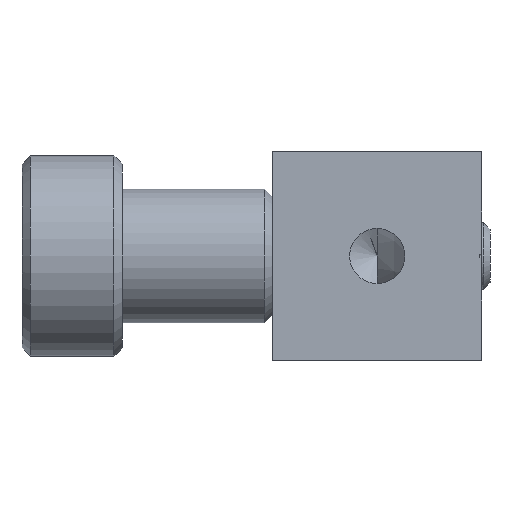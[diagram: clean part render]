
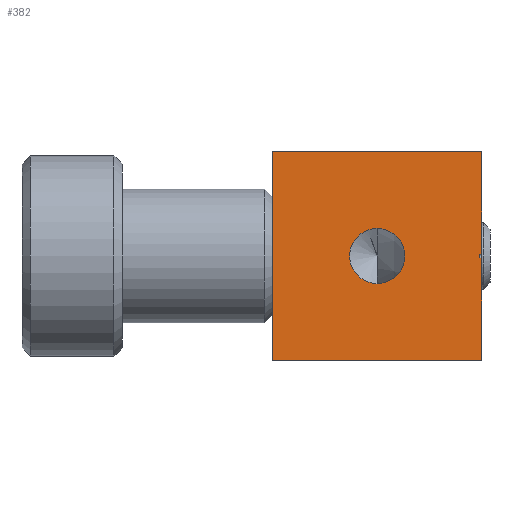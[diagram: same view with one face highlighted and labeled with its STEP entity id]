
A CAD part, front view. The second image highlights one B-rep face of the part: STEP entity #382.
In plain terms, the highlighted planar face has unit normal (0, -1, 0).
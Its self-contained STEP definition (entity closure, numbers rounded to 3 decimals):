
#42 = EDGE_CURVE ( 'NONE', #246, #2978, #3728, .T. ) ;
#94 = LINE ( 'NONE', #2879, #3556 ) ;
#96 = CARTESIAN_POINT ( 'NONE',  ( -6.25, -12.5, 12.5 ) ) ;
#103 = VECTOR ( 'NONE', #4951, 1000. ) ;
#194 = CARTESIAN_POINT ( 'NONE',  ( 6.25, -12.5, 0.1 ) ) ;
#211 = CARTESIAN_POINT ( 'NONE',  ( 0.1, -12.5, 0. ) ) ;
#246 = VERTEX_POINT ( 'NONE', #5106 ) ;
#329 = DIRECTION ( 'NONE',  ( 1., 0., 0. ) ) ;
#381 = AXIS2_PLACEMENT_3D ( 'NONE', #732, #2444, #4503 ) ;
#382 = ADVANCED_FACE ( 'NONE', ( #808, #2771 ), #3694, .F. ) ;
#516 = VERTEX_POINT ( 'NONE', #2180 ) ;
#559 = LINE ( 'NONE', #3821, #1375 ) ;
#581 = EDGE_CURVE ( 'NONE', #1991, #1919, #2660, .T. ) ;
#590 = EDGE_CURVE ( 'NONE', #1919, #1991, #4377, .T. ) ;
#711 = AXIS2_PLACEMENT_3D ( 'NONE', #3875, #1908, #4299 ) ;
#732 = CARTESIAN_POINT ( 'NONE',  ( 6.25, -12.5, 12.5 ) ) ;
#808 = FACE_OUTER_BOUND ( 'NONE', #2143, .T. ) ;
#809 = VECTOR ( 'NONE', #4866, 1000. ) ;
#831 = ORIENTED_EDGE ( 'NONE', *, *, #3464, .T. ) ;
#906 = VERTEX_POINT ( 'NONE', #4892 ) ;
#1001 = EDGE_CURVE ( 'NONE', #4347, #3290, #2346, .T. ) ;
#1061 = DIRECTION ( 'NONE',  ( 0., -1., 0. ) ) ;
#1088 = CARTESIAN_POINT ( 'NONE',  ( 0.1, -12.5, 0.1 ) ) ;
#1089 = ORIENTED_EDGE ( 'NONE', *, *, #42, .T. ) ;
#1109 = ORIENTED_EDGE ( 'NONE', *, *, #590, .F. ) ;
#1148 = ORIENTED_EDGE ( 'NONE', *, *, #4770, .T. ) ;
#1194 = LINE ( 'NONE', #4442, #809 ) ;
#1375 = VECTOR ( 'NONE', #1764, 1000. ) ;
#1498 = CARTESIAN_POINT ( 'NONE',  ( 6.25, -12.5, 12.5 ) ) ;
#1502 = VERTEX_POINT ( 'NONE', #1088 ) ;
#1591 = LINE ( 'NONE', #5169, #2077 ) ;
#1641 = EDGE_CURVE ( 'NONE', #1502, #906, #2627, .T. ) ;
#1725 = DIRECTION ( 'NONE',  ( 0., 0., -1. ) ) ;
#1764 = DIRECTION ( 'NONE',  ( 0., 0., -1. ) ) ;
#1877 = DIRECTION ( 'NONE',  ( -1., 0., 0. ) ) ;
#1908 = DIRECTION ( 'NONE',  ( 0., -1., 0. ) ) ;
#1919 = VERTEX_POINT ( 'NONE', #3469 ) ;
#1991 = VERTEX_POINT ( 'NONE', #4469 ) ;
#2077 = VECTOR ( 'NONE', #4467, 1000. ) ;
#2099 = ORIENTED_EDGE ( 'NONE', *, *, #4039, .F. ) ;
#2143 = EDGE_LOOP ( 'NONE', ( #1089, #5189, #2304, #4109, #1148, #2099, #4661, #831 ) ) ;
#2180 = CARTESIAN_POINT ( 'NONE',  ( 6.25, -12.5, 0. ) ) ;
#2183 = VERTEX_POINT ( 'NONE', #211 ) ;
#2304 = ORIENTED_EDGE ( 'NONE', *, *, #1641, .F. ) ;
#2346 = LINE ( 'NONE', #1498, #4674 ) ;
#2365 = VECTOR ( 'NONE', #4479, 1000. ) ;
#2444 = DIRECTION ( 'NONE',  ( 0., 1., 0. ) ) ;
#2512 = EDGE_CURVE ( 'NONE', #906, #2978, #3214, .T. ) ;
#2627 = LINE ( 'NONE', #194, #4687 ) ;
#2655 = CARTESIAN_POINT ( 'NONE',  ( 0., -12.5, 6.25 ) ) ;
#2660 = CIRCLE ( 'NONE', #2921, 1.65 ) ;
#2685 = DIRECTION ( 'NONE',  ( 0., 0., -1. ) ) ;
#2771 = FACE_BOUND ( 'NONE', #3589, .T. ) ;
#2879 = CARTESIAN_POINT ( 'NONE',  ( -6.25, -12.5, 12.5 ) ) ;
#2921 = AXIS2_PLACEMENT_3D ( 'NONE', #2655, #1061, #2685 ) ;
#2978 = VERTEX_POINT ( 'NONE', #4942 ) ;
#2990 = CARTESIAN_POINT ( 'NONE',  ( 6.25, -12.5, 0. ) ) ;
#3214 = LINE ( 'NONE', #4454, #2365 ) ;
#3290 = VERTEX_POINT ( 'NONE', #5173 ) ;
#3302 = EDGE_CURVE ( 'NONE', #1502, #2183, #1194, .T. ) ;
#3464 = EDGE_CURVE ( 'NONE', #4347, #246, #94, .T. ) ;
#3469 = CARTESIAN_POINT ( 'NONE',  ( 0., -12.5, 7.9 ) ) ;
#3556 = VECTOR ( 'NONE', #1725, 1000. ) ;
#3589 = EDGE_LOOP ( 'NONE', ( #4794, #1109 ) ) ;
#3694 = PLANE ( 'NONE',  #381 ) ;
#3728 = LINE ( 'NONE', #2990, #103 ) ;
#3821 = CARTESIAN_POINT ( 'NONE',  ( 6.25, -12.5, 12.5 ) ) ;
#3875 = CARTESIAN_POINT ( 'NONE',  ( 0., -12.5, 6.25 ) ) ;
#4039 = EDGE_CURVE ( 'NONE', #3290, #516, #559, .T. ) ;
#4109 = ORIENTED_EDGE ( 'NONE', *, *, #3302, .T. ) ;
#4299 = DIRECTION ( 'NONE',  ( 0., 0., -1. ) ) ;
#4347 = VERTEX_POINT ( 'NONE', #96 ) ;
#4377 = CIRCLE ( 'NONE', #711, 1.65 ) ;
#4442 = CARTESIAN_POINT ( 'NONE',  ( 0.1, -12.5, 0.1 ) ) ;
#4454 = CARTESIAN_POINT ( 'NONE',  ( -0.1, -12.5, 0.1 ) ) ;
#4467 = DIRECTION ( 'NONE',  ( 1., 0., 0. ) ) ;
#4469 = CARTESIAN_POINT ( 'NONE',  ( 0., -12.5, 4.6 ) ) ;
#4479 = DIRECTION ( 'NONE',  ( 0., 0., -1. ) ) ;
#4503 = DIRECTION ( 'NONE',  ( 0., 0., 1. ) ) ;
#4661 = ORIENTED_EDGE ( 'NONE', *, *, #1001, .F. ) ;
#4674 = VECTOR ( 'NONE', #329, 1000. ) ;
#4687 = VECTOR ( 'NONE', #1877, 1000. ) ;
#4770 = EDGE_CURVE ( 'NONE', #2183, #516, #1591, .T. ) ;
#4794 = ORIENTED_EDGE ( 'NONE', *, *, #581, .F. ) ;
#4866 = DIRECTION ( 'NONE',  ( 0., 0., -1. ) ) ;
#4892 = CARTESIAN_POINT ( 'NONE',  ( -0.1, -12.5, 0.1 ) ) ;
#4942 = CARTESIAN_POINT ( 'NONE',  ( -0.1, -12.5, 0. ) ) ;
#4951 = DIRECTION ( 'NONE',  ( 1., 0., 0. ) ) ;
#5106 = CARTESIAN_POINT ( 'NONE',  ( -6.25, -12.5, 0. ) ) ;
#5169 = CARTESIAN_POINT ( 'NONE',  ( 6.25, -12.5, 0. ) ) ;
#5173 = CARTESIAN_POINT ( 'NONE',  ( 6.25, -12.5, 12.5 ) ) ;
#5189 = ORIENTED_EDGE ( 'NONE', *, *, #2512, .F. ) ;
